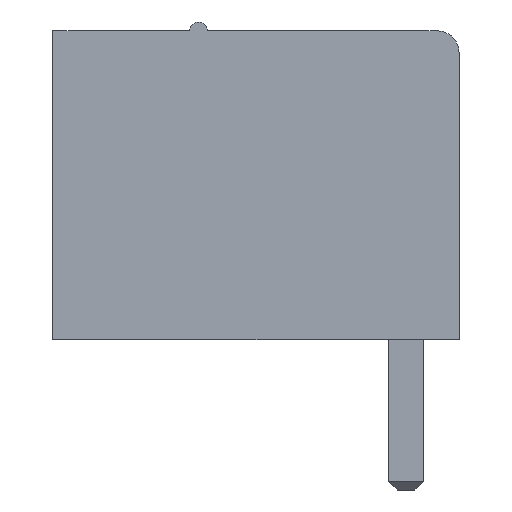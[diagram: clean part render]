
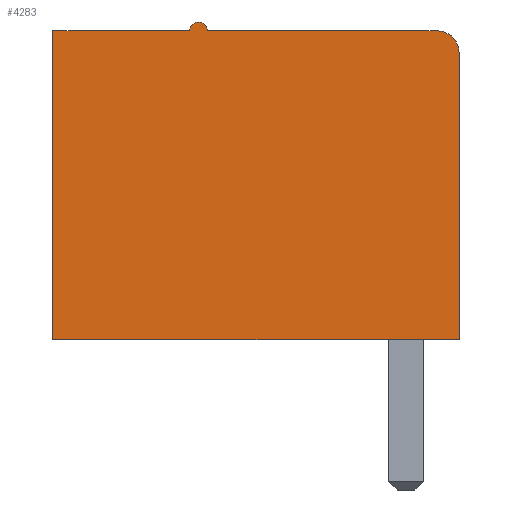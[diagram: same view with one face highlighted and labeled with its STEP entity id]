
A CAD part, left-side view. The second image highlights one B-rep face of the part: STEP entity #4283.
In plain terms, the highlighted planar face has unit normal (-1, 0, 0).
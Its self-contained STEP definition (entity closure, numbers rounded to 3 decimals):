
#115=CIRCLE('',#4652,0.5);
#116=CIRCLE('',#4653,0.2);
#286=FACE_OUTER_BOUND('',#513,.T.);
#513=EDGE_LOOP('',(#3601,#3602,#3603,#3604,#3605,#3606,#3607));
#994=LINE('',#6749,#1561);
#1001=LINE('',#6765,#1568);
#1002=LINE('',#6769,#1569);
#1003=LINE('',#6771,#1570);
#1004=LINE('',#6772,#1571);
#1561=VECTOR('',#5534,10.);
#1568=VECTOR('',#5545,10.);
#1569=VECTOR('',#5548,10.);
#1570=VECTOR('',#5549,10.);
#1571=VECTOR('',#5550,10.);
#2002=VERTEX_POINT('',#6746);
#2003=VERTEX_POINT('',#6748);
#2009=VERTEX_POINT('',#6762);
#2010=VERTEX_POINT('',#6764);
#2011=VERTEX_POINT('',#6766);
#2012=VERTEX_POINT('',#6768);
#2013=VERTEX_POINT('',#6770);
#2549=EDGE_CURVE('',#2002,#2003,#994,.T.);
#2556=EDGE_CURVE('',#2009,#2002,#115,.T.);
#2557=EDGE_CURVE('',#2010,#2009,#1001,.T.);
#2558=EDGE_CURVE('',#2011,#2010,#116,.T.);
#2559=EDGE_CURVE('',#2012,#2011,#1002,.T.);
#2560=EDGE_CURVE('',#2013,#2012,#1003,.T.);
#2561=EDGE_CURVE('',#2003,#2013,#1004,.T.);
#3601=ORIENTED_EDGE('',*,*,#2556,.F.);
#3602=ORIENTED_EDGE('',*,*,#2557,.F.);
#3603=ORIENTED_EDGE('',*,*,#2558,.F.);
#3604=ORIENTED_EDGE('',*,*,#2559,.F.);
#3605=ORIENTED_EDGE('',*,*,#2560,.F.);
#3606=ORIENTED_EDGE('',*,*,#2561,.F.);
#3607=ORIENTED_EDGE('',*,*,#2549,.F.);
#4067=PLANE('',#4651);
#4283=ADVANCED_FACE('',(#286),#4067,.F.);
#4651=AXIS2_PLACEMENT_3D('',#6761,#5541,#5542);
#4652=AXIS2_PLACEMENT_3D('',#6763,#5543,#5544);
#4653=AXIS2_PLACEMENT_3D('',#6767,#5546,#5547);
#5534=DIRECTION('',(0.,0.,-1.));
#5541=DIRECTION('center_axis',(1.,0.,0.));
#5542=DIRECTION('ref_axis',(0.,0.,-1.));
#5543=DIRECTION('center_axis',(1.,0.,0.));
#5544=DIRECTION('ref_axis',(0.,0.,1.));
#5545=DIRECTION('',(0.,-1.,0.));
#5546=DIRECTION('center_axis',(1.,0.,0.));
#5547=DIRECTION('ref_axis',(0.,1.,0.));
#5548=DIRECTION('',(0.,-1.,0.));
#5549=DIRECTION('',(0.,0.,1.));
#5550=DIRECTION('',(0.,1.,0.));
#6746=CARTESIAN_POINT('',(-2.54,-1.2,6.5));
#6748=CARTESIAN_POINT('',(-2.54,-1.2,0.));
#6749=CARTESIAN_POINT('',(-2.54,-1.2,6.5));
#6761=CARTESIAN_POINT('Origin',(-2.54,3.461,3.465));
#6762=CARTESIAN_POINT('',(-2.54,-0.7,7.));
#6763=CARTESIAN_POINT('Origin',(-2.54,-0.7,6.5));
#6764=CARTESIAN_POINT('',(-2.54,4.5,7.));
#6765=CARTESIAN_POINT('',(-2.54,4.5,7.));
#6766=CARTESIAN_POINT('',(-2.54,4.9,7.));
#6767=CARTESIAN_POINT('Origin',(-2.54,4.7,7.));
#6768=CARTESIAN_POINT('',(-2.54,8.,7.));
#6769=CARTESIAN_POINT('',(-2.54,8.,7.));
#6770=CARTESIAN_POINT('',(-2.54,8.,0.));
#6771=CARTESIAN_POINT('',(-2.54,8.,0.));
#6772=CARTESIAN_POINT('',(-2.54,-1.2,0.));
